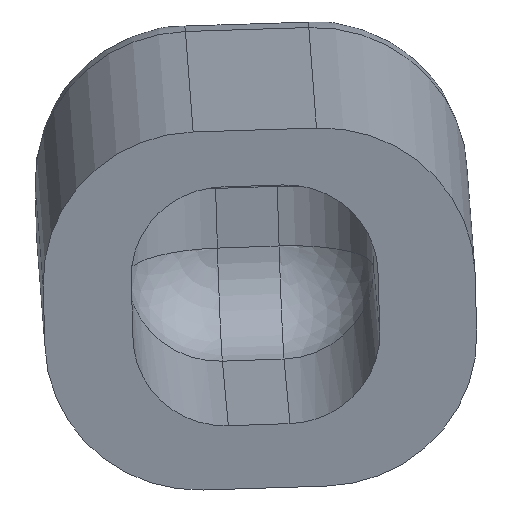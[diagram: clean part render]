
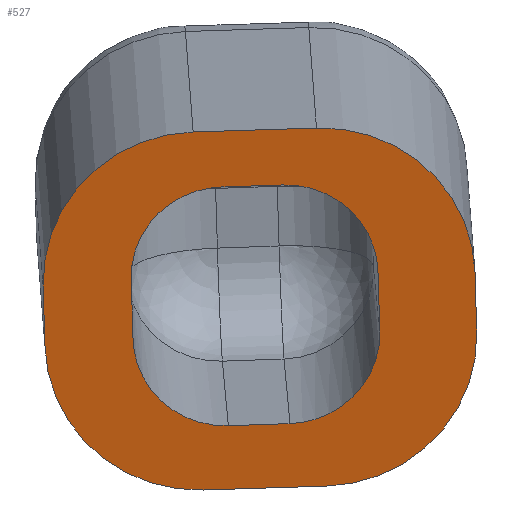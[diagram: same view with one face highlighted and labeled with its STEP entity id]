
A CAD part, top view. The second image highlights one B-rep face of the part: STEP entity #527.
In plain terms, the highlighted planar face has unit normal (0.019, -0.255, 0.967).
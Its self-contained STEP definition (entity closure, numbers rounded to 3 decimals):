
#17=FACE_BOUND('',#192,.T.);
#23=PLANE('',#608);
#29=ELLIPSE('',#577,3.,3.);
#30=ELLIPSE('',#580,3.,3.);
#31=ELLIPSE('',#600,3.,3.);
#32=ELLIPSE('',#602,3.,3.);
#65=LINE('',#922,#105);
#66=LINE('',#924,#106);
#67=LINE('',#927,#107);
#68=LINE('',#929,#108);
#69=LINE('',#931,#109);
#70=LINE('',#932,#110);
#71=LINE('',#933,#111);
#72=LINE('',#934,#112);
#105=VECTOR('',#760,25.4);
#106=VECTOR('',#763,25.4);
#107=VECTOR('',#768,25.4);
#108=VECTOR('',#771,25.4);
#109=VECTOR('',#774,25.4);
#110=VECTOR('',#775,25.4);
#111=VECTOR('',#776,25.4);
#112=VECTOR('',#777,25.4);
#156=FACE_OUTER_BOUND('',#191,.T.);
#191=EDGE_LOOP('',(#448,#449,#450,#451,#452,#453,#454,#455));
#192=EDGE_LOOP('',(#456,#457,#458,#459,#460,#461,#462,#463));
#209=CIRCLE('',#564,5.);
#211=CIRCLE('',#568,5.);
#213=CIRCLE('',#571,5.);
#215=CIRCLE('',#574,5.);
#241=VERTEX_POINT('',#825);
#242=VERTEX_POINT('',#827);
#244=VERTEX_POINT('',#836);
#245=VERTEX_POINT('',#837);
#247=VERTEX_POINT('',#844);
#248=VERTEX_POINT('',#845);
#250=VERTEX_POINT('',#852);
#251=VERTEX_POINT('',#853);
#254=VERTEX_POINT('',#861);
#255=VERTEX_POINT('',#863);
#258=VERTEX_POINT('',#870);
#259=VERTEX_POINT('',#872);
#268=VERTEX_POINT('',#910);
#269=VERTEX_POINT('',#912);
#270=VERTEX_POINT('',#916);
#271=VERTEX_POINT('',#918);
#288=EDGE_CURVE('',#241,#242,#209,.T.);
#293=EDGE_CURVE('',#244,#245,#211,.T.);
#297=EDGE_CURVE('',#247,#248,#213,.T.);
#301=EDGE_CURVE('',#250,#251,#215,.T.);
#306=EDGE_CURVE('',#255,#254,#29,.T.);
#310=EDGE_CURVE('',#259,#258,#30,.T.);
#331=EDGE_CURVE('',#269,#268,#31,.T.);
#334=EDGE_CURVE('',#271,#270,#32,.T.);
#336=EDGE_CURVE('',#270,#269,#65,.T.);
#337=EDGE_CURVE('',#268,#259,#66,.T.);
#338=EDGE_CURVE('',#258,#255,#67,.T.);
#339=EDGE_CURVE('',#254,#271,#68,.T.);
#340=EDGE_CURVE('',#245,#247,#69,.T.);
#341=EDGE_CURVE('',#251,#248,#70,.T.);
#342=EDGE_CURVE('',#242,#250,#71,.T.);
#343=EDGE_CURVE('',#244,#241,#72,.T.);
#448=ORIENTED_EDGE('',*,*,#340,.T.);
#449=ORIENTED_EDGE('',*,*,#297,.T.);
#450=ORIENTED_EDGE('',*,*,#341,.F.);
#451=ORIENTED_EDGE('',*,*,#301,.F.);
#452=ORIENTED_EDGE('',*,*,#342,.F.);
#453=ORIENTED_EDGE('',*,*,#288,.F.);
#454=ORIENTED_EDGE('',*,*,#343,.F.);
#455=ORIENTED_EDGE('',*,*,#293,.T.);
#456=ORIENTED_EDGE('',*,*,#310,.T.);
#457=ORIENTED_EDGE('',*,*,#338,.T.);
#458=ORIENTED_EDGE('',*,*,#306,.T.);
#459=ORIENTED_EDGE('',*,*,#339,.T.);
#460=ORIENTED_EDGE('',*,*,#334,.T.);
#461=ORIENTED_EDGE('',*,*,#336,.T.);
#462=ORIENTED_EDGE('',*,*,#331,.T.);
#463=ORIENTED_EDGE('',*,*,#337,.T.);
#527=ADVANCED_FACE('',(#156,#17),#23,.T.);
#564=AXIS2_PLACEMENT_3D('',#828,#655,#656);
#568=AXIS2_PLACEMENT_3D('',#838,#666,#667);
#571=AXIS2_PLACEMENT_3D('',#846,#674,#675);
#574=AXIS2_PLACEMENT_3D('',#854,#682,#683);
#577=AXIS2_PLACEMENT_3D('',#864,#691,#692);
#580=AXIS2_PLACEMENT_3D('',#873,#699,#700);
#600=AXIS2_PLACEMENT_3D('',#913,#749,#750);
#602=AXIS2_PLACEMENT_3D('',#919,#755,#756);
#608=AXIS2_PLACEMENT_3D('',#930,#772,#773);
#655=DIRECTION('center_axis',(-0.019,0.255,-0.967));
#656=DIRECTION('ref_axis',(0.726,-0.661,-0.189));
#666=DIRECTION('center_axis',(0.019,-0.255,0.967));
#667=DIRECTION('ref_axis',(0.687,0.706,0.173));
#674=DIRECTION('center_axis',(0.019,-0.255,0.967));
#675=DIRECTION('ref_axis',(-0.726,0.661,0.189));
#682=DIRECTION('center_axis',(-0.019,0.255,-0.967));
#683=DIRECTION('ref_axis',(-0.687,-0.706,-0.173));
#691=DIRECTION('center_axis',(-0.019,0.255,-0.967));
#692=DIRECTION('ref_axis',(0.968,-0.237,-0.082));
#699=DIRECTION('center_axis',(-0.019,0.255,-0.967));
#700=DIRECTION('ref_axis',(0.968,-0.237,-0.082));
#749=DIRECTION('center_axis',(-0.019,0.255,-0.967));
#750=DIRECTION('ref_axis',(-0.968,0.237,0.082));
#755=DIRECTION('center_axis',(-0.019,0.255,-0.967));
#756=DIRECTION('ref_axis',(-0.968,0.237,0.082));
#760=DIRECTION('',(-0.03,0.966,0.256));
#763=DIRECTION('',(0.999,0.034,-0.011));
#768=DIRECTION('',(0.03,-0.966,-0.256));
#771=DIRECTION('',(-0.999,-0.034,0.011));
#772=DIRECTION('center_axis',(0.019,-0.255,0.967));
#773=DIRECTION('ref_axis',(0.997,0.076,0.));
#774=DIRECTION('',(-0.999,-0.032,0.012));
#775=DIRECTION('',(-0.028,0.966,0.256));
#776=DIRECTION('',(-0.999,-0.032,0.012));
#777=DIRECTION('',(0.028,-0.966,-0.256));
#825=CARTESIAN_POINT('',(-91.567,27.984,1.197));
#827=CARTESIAN_POINT('',(-96.426,22.994,-0.023));
#828=CARTESIAN_POINT('Origin',(-96.564,27.826,1.256));
#836=CARTESIAN_POINT('',(-91.622,29.917,1.709));
#837=CARTESIAN_POINT('',(-96.758,34.59,3.047));
#838=CARTESIAN_POINT('Origin',(-96.62,29.758,1.767));
#844=CARTESIAN_POINT('',(-100.755,34.463,3.094));
#845=CARTESIAN_POINT('',(-105.614,29.473,1.873));
#846=CARTESIAN_POINT('Origin',(-100.617,29.631,1.814));
#852=CARTESIAN_POINT('',(-100.424,22.867,0.023));
#853=CARTESIAN_POINT('',(-105.559,27.54,1.361));
#854=CARTESIAN_POINT('Origin',(-100.562,27.699,1.303));
#861=CARTESIAN_POINT('',(-97.616,25.017,0.535));
#863=CARTESIAN_POINT('',(-94.708,28.018,1.269));
#864=CARTESIAN_POINT('Origin',(-97.706,27.916,1.303));
#870=CARTESIAN_POINT('',(-94.767,29.95,1.781));
#872=CARTESIAN_POINT('',(-97.855,32.747,2.582));
#873=CARTESIAN_POINT('Origin',(-97.766,29.849,1.814));
#910=CARTESIAN_POINT('',(-99.854,32.68,2.604));
#912=CARTESIAN_POINT('',(-102.762,29.68,1.87));
#913=CARTESIAN_POINT('Origin',(-99.764,29.781,1.837));
#916=CARTESIAN_POINT('',(-102.703,27.747,1.359));
#918=CARTESIAN_POINT('',(-99.615,24.95,0.557));
#919=CARTESIAN_POINT('Origin',(-99.705,27.849,1.325));
#922=CARTESIAN_POINT('',(-102.615,24.919,0.61));
#924=CARTESIAN_POINT('',(-98.801,32.715,2.593));
#927=CARTESIAN_POINT('',(-94.62,25.189,0.52));
#929=CARTESIAN_POINT('',(-98.562,24.985,0.546));
#930=CARTESIAN_POINT('Origin',(-98.377,21.259,-0.443));
#931=CARTESIAN_POINT('',(-105.753,34.305,3.152));
#932=CARTESIAN_POINT('',(-105.341,19.908,-0.659));
#933=CARTESIAN_POINT('',(-101.923,22.82,0.041));
#934=CARTESIAN_POINT('',(-91.349,20.352,-0.824));
